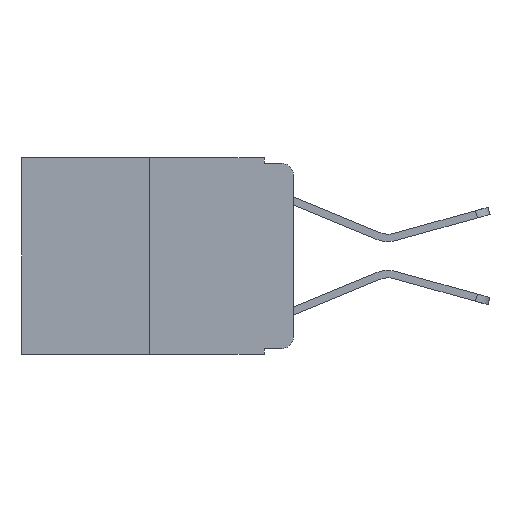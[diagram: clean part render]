
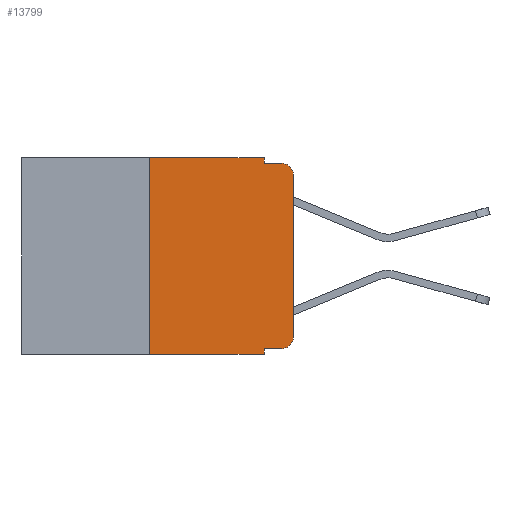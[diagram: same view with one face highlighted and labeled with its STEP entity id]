
A CAD part, left-side view. The second image highlights one B-rep face of the part: STEP entity #13799.
In plain terms, the highlighted planar face has unit normal (-1, 0, 0).
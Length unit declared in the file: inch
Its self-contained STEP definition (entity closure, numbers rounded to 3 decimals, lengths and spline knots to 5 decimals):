
#172 = VECTOR ( 'NONE', #24893, 39.37008 ) ;
#933 = LINE ( 'NONE', #17887, #15695 ) ;
#1147 = EDGE_CURVE ( 'NONE', #2133, #14341, #16273, .T. ) ;
#1492 = VERTEX_POINT ( 'NONE', #13490 ) ;
#1543 = CARTESIAN_POINT ( 'NONE',  ( 0., 0.02, -0.313 ) ) ;
#1832 = DIRECTION ( 'NONE',  ( 1., 0., 0. ) ) ;
#1995 = LINE ( 'NONE', #19261, #24889 ) ;
#2033 = EDGE_CURVE ( 'NONE', #5438, #9174, #6824, .T. ) ;
#2064 = VERTEX_POINT ( 'NONE', #6888 ) ;
#2133 = VERTEX_POINT ( 'NONE', #5078 ) ;
#2439 = CARTESIAN_POINT ( 'NONE',  ( 0., 0.02, -0.03 ) ) ;
#3438 = EDGE_CURVE ( 'NONE', #26432, #9174, #16523, .T. ) ;
#3678 = DIRECTION ( 'NONE',  ( 0., 0., -1. ) ) ;
#3908 = VECTOR ( 'NONE', #24073, 39.37008 ) ;
#4575 = DIRECTION ( 'NONE',  ( 0., 0., -1. ) ) ;
#4917 = CARTESIAN_POINT ( 'NONE',  ( 0., 0.473, 0. ) ) ;
#5078 = CARTESIAN_POINT ( 'NONE',  ( 0., 0.25, -0.343 ) ) ;
#5275 = CARTESIAN_POINT ( 'NONE',  ( 0., 0.051, 0. ) ) ;
#5327 = CARTESIAN_POINT ( 'NONE',  ( 0., 0., -0.03 ) ) ;
#5438 = VERTEX_POINT ( 'NONE', #21959 ) ;
#5908 = EDGE_CURVE ( 'NONE', #9556, #14341, #1995, .T. ) ;
#5968 = AXIS2_PLACEMENT_3D ( 'NONE', #2439, #17064, #4575 ) ;
#6013 = LINE ( 'NONE', #4917, #17105 ) ;
#6123 = CARTESIAN_POINT ( 'NONE',  ( 0., 0.02, -0.01 ) ) ;
#6611 = LINE ( 'NONE', #7224, #11546 ) ;
#6824 = LINE ( 'NONE', #21423, #22198 ) ;
#6888 = CARTESIAN_POINT ( 'NONE',  ( 0., 0.25, 0. ) ) ;
#7224 = CARTESIAN_POINT ( 'NONE',  ( 0., 0., 0. ) ) ;
#7506 = CARTESIAN_POINT ( 'NONE',  ( 0., 0.02, -0.333 ) ) ;
#7567 = DIRECTION ( 'NONE',  ( 0., 0., 1. ) ) ;
#7824 = EDGE_CURVE ( 'NONE', #9556, #17269, #933, .T. ) ;
#8303 = CARTESIAN_POINT ( 'NONE',  ( 0., 0.473, -0.343 ) ) ;
#8865 = DIRECTION ( 'NONE',  ( 0., 0., -1. ) ) ;
#9174 = VERTEX_POINT ( 'NONE', #6123 ) ;
#9263 = VECTOR ( 'NONE', #7567, 39.37008 ) ;
#9324 = ORIENTED_EDGE ( 'NONE', *, *, #1147, .T. ) ;
#9556 = VERTEX_POINT ( 'NONE', #15687 ) ;
#9600 = EDGE_CURVE ( 'NONE', #2133, #2064, #25890, .T. ) ;
#11546 = VECTOR ( 'NONE', #23937, 39.37008 ) ;
#11688 = ORIENTED_EDGE ( 'NONE', *, *, #25115, .T. ) ;
#12297 = CARTESIAN_POINT ( 'NONE',  ( 0., 0.473, 0. ) ) ;
#12392 = EDGE_CURVE ( 'NONE', #22980, #5438, #26096, .T. ) ;
#13490 = CARTESIAN_POINT ( 'NONE',  ( 0., 0., -0.313 ) ) ;
#13760 = CARTESIAN_POINT ( 'NONE',  ( 0., 0.25, 0. ) ) ;
#13799 = ADVANCED_FACE ( 'NONE', ( #26878 ), #14362, .F. ) ;
#14341 = VERTEX_POINT ( 'NONE', #16244 ) ;
#14362 = PLANE ( 'NONE',  #18034 ) ;
#14635 = EDGE_CURVE ( 'NONE', #1492, #26432, #6611, .T. ) ;
#15082 = EDGE_LOOP ( 'NONE', ( #24029, #25525, #24383, #19617, #23716, #24285, #9324, #16049, #21098, #11688 ) ) ;
#15687 = CARTESIAN_POINT ( 'NONE',  ( 0., 0.051, -0.333 ) ) ;
#15695 = VECTOR ( 'NONE', #24197, 39.37008 ) ;
#16049 = ORIENTED_EDGE ( 'NONE', *, *, #5908, .F. ) ;
#16174 = DIRECTION ( 'NONE',  ( -1., 0., 0. ) ) ;
#16244 = CARTESIAN_POINT ( 'NONE',  ( 0., 0.051, -0.343 ) ) ;
#16273 = LINE ( 'NONE', #8303, #172 ) ;
#16464 = DIRECTION ( 'NONE',  ( 0., 0., -1. ) ) ;
#16523 = CIRCLE ( 'NONE', #5968, 0.02 ) ;
#16759 = CIRCLE ( 'NONE', #17394, 0.02 ) ;
#17064 = DIRECTION ( 'NONE',  ( -1., 0., 0. ) ) ;
#17105 = VECTOR ( 'NONE', #19505, 39.37008 ) ;
#17269 = VERTEX_POINT ( 'NONE', #7506 ) ;
#17394 = AXIS2_PLACEMENT_3D ( 'NONE', #1543, #16174, #3678 ) ;
#17887 = CARTESIAN_POINT ( 'NONE',  ( 0., 0.051, -0.333 ) ) ;
#18034 = AXIS2_PLACEMENT_3D ( 'NONE', #12297, #1832, #16464 ) ;
#19261 = CARTESIAN_POINT ( 'NONE',  ( 0., 0.051, 0. ) ) ;
#19505 = DIRECTION ( 'NONE',  ( 0., -1., 0. ) ) ;
#19617 = ORIENTED_EDGE ( 'NONE', *, *, #12392, .F. ) ;
#21098 = ORIENTED_EDGE ( 'NONE', *, *, #7824, .T. ) ;
#21423 = CARTESIAN_POINT ( 'NONE',  ( 0., 0.051, -0.01 ) ) ;
#21959 = CARTESIAN_POINT ( 'NONE',  ( 0., 0.051, -0.01 ) ) ;
#22198 = VECTOR ( 'NONE', #23510, 39.37008 ) ;
#22980 = VERTEX_POINT ( 'NONE', #23439 ) ;
#23439 = CARTESIAN_POINT ( 'NONE',  ( 0., 0.051, 0. ) ) ;
#23510 = DIRECTION ( 'NONE',  ( 0., -1., 0. ) ) ;
#23716 = ORIENTED_EDGE ( 'NONE', *, *, #24840, .F. ) ;
#23937 = DIRECTION ( 'NONE',  ( 0., 0., 1. ) ) ;
#24029 = ORIENTED_EDGE ( 'NONE', *, *, #14635, .T. ) ;
#24073 = DIRECTION ( 'NONE',  ( 0., 0., -1. ) ) ;
#24197 = DIRECTION ( 'NONE',  ( 0., -1., 0. ) ) ;
#24285 = ORIENTED_EDGE ( 'NONE', *, *, #9600, .F. ) ;
#24383 = ORIENTED_EDGE ( 'NONE', *, *, #2033, .F. ) ;
#24840 = EDGE_CURVE ( 'NONE', #2064, #22980, #6013, .T. ) ;
#24889 = VECTOR ( 'NONE', #8865, 39.37008 ) ;
#24893 = DIRECTION ( 'NONE',  ( 0., -1., 0. ) ) ;
#25115 = EDGE_CURVE ( 'NONE', #17269, #1492, #16759, .T. ) ;
#25525 = ORIENTED_EDGE ( 'NONE', *, *, #3438, .T. ) ;
#25890 = LINE ( 'NONE', #13760, #9263 ) ;
#26096 = LINE ( 'NONE', #5275, #3908 ) ;
#26432 = VERTEX_POINT ( 'NONE', #5327 ) ;
#26878 = FACE_OUTER_BOUND ( 'NONE', #15082, .T. ) ;
